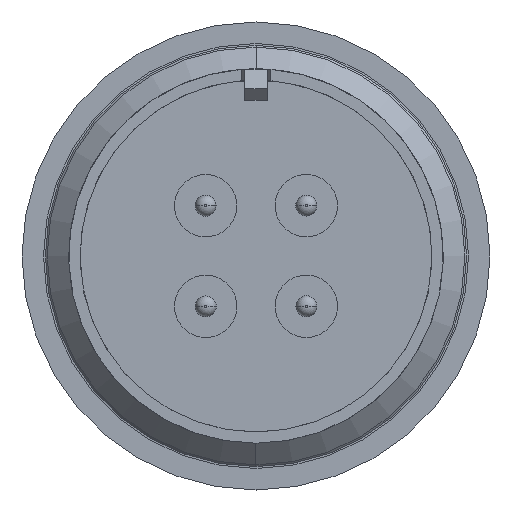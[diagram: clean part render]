
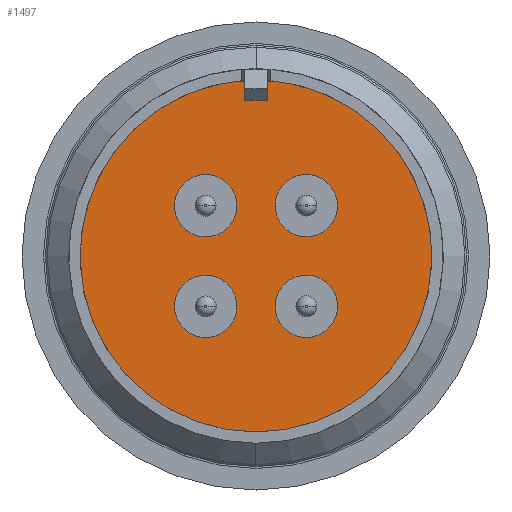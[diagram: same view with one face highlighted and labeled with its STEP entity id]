
A CAD part, front view. The second image highlights one B-rep face of the part: STEP entity #1497.
In plain terms, the highlighted planar face has unit normal (0, -1, 0).
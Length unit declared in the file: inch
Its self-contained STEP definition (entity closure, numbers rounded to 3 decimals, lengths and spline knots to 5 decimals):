
#122 = FACE_BOUND ( 'NONE', #2579, .T. ) ;
#124 = FACE_BOUND ( 'NONE', #2683, .T. ) ;
#127 = FACE_OUTER_BOUND ( 'NONE', #2729, .T. ) ;
#128 = FACE_BOUND ( 'NONE', #2403, .T. ) ;
#155 = FACE_BOUND ( 'NONE', #2477, .T. ) ;
#219 = CIRCLE ( 'NONE', #664, 0.08325 ) ;
#359 = CIRCLE ( 'NONE', #681, 0.08325 ) ;
#368 = CIRCLE ( 'NONE', #671, 0.08325 ) ;
#407 = CIRCLE ( 'NONE', #661, 0.08325 ) ;
#494 = CIRCLE ( 'NONE', #4280, 0.08325 ) ;
#496 = CIRCLE ( 'NONE', #4278, 0.08325 ) ;
#500 = CIRCLE ( 'NONE', #4282, 0.08325 ) ;
#536 = CIRCLE ( 'NONE', #4288, 0.08325 ) ;
#553 = CIRCLE ( 'NONE', #4268, 0.48 ) ;
#611 = AXIS2_PLACEMENT_3D ( 'NONE', #3585, #3583, #3577 ) ;
#661 = AXIS2_PLACEMENT_3D ( 'NONE', #1223, #1222, #1221 ) ;
#664 = AXIS2_PLACEMENT_3D ( 'NONE', #1198, #1197, #1196 ) ;
#671 = AXIS2_PLACEMENT_3D ( 'NONE', #1147, #1146, #1145 ) ;
#681 = AXIS2_PLACEMENT_3D ( 'NONE', #1072, #1071, #1070 ) ;
#747 = EDGE_CURVE ( 'NONE', #4659, #4658, #553, .T. ) ;
#757 = EDGE_CURVE ( 'NONE', #2487, #2722, #496, .T. ) ;
#759 = EDGE_CURVE ( 'NONE', #2988, #2759, #494, .T. ) ;
#761 = EDGE_CURVE ( 'NONE', #2876, #2626, #500, .T. ) ;
#767 = EDGE_CURVE ( 'NONE', #2717, #2667, #536, .T. ) ;
#1070 = DIRECTION ( 'NONE',  ( -1., 0., 0. ) ) ;
#1071 = DIRECTION ( 'NONE',  ( 0., -1., 0. ) ) ;
#1072 = CARTESIAN_POINT ( 'NONE',  ( -0.13442, 0.39565, 0.13428 ) ) ;
#1145 = DIRECTION ( 'NONE',  ( -1., 0., 0. ) ) ;
#1146 = DIRECTION ( 'NONE',  ( 0., -1., 0. ) ) ;
#1147 = CARTESIAN_POINT ( 'NONE',  ( 0.13442, 0.39565, -0.13428 ) ) ;
#1196 = DIRECTION ( 'NONE',  ( -1., 0., 0. ) ) ;
#1197 = DIRECTION ( 'NONE',  ( 0., -1., 0. ) ) ;
#1198 = CARTESIAN_POINT ( 'NONE',  ( -0.13428, 0.39565, -0.13442 ) ) ;
#1221 = DIRECTION ( 'NONE',  ( -1., 0., 0. ) ) ;
#1222 = DIRECTION ( 'NONE',  ( 0., -1., 0. ) ) ;
#1223 = CARTESIAN_POINT ( 'NONE',  ( 0.13428, 0.39565, 0.13442 ) ) ;
#1234 = CARTESIAN_POINT ( 'NONE',  ( 0.21608, 0.39565, 0.11893 ) ) ;
#1252 = CARTESIAN_POINT ( 'NONE',  ( -0.05262, 0.39565, 0.11879 ) ) ;
#1318 = CARTESIAN_POINT ( 'NONE',  ( 0.05249, 0.39565, 0.14991 ) ) ;
#1334 = CARTESIAN_POINT ( 'NONE',  ( 0.21622, 0.39565, -0.14977 ) ) ;
#1339 = CARTESIAN_POINT ( 'NONE',  ( -0.21608, 0.39565, -0.11893 ) ) ;
#1435 = AXIS2_PLACEMENT_3D ( 'NONE', #3169, #3167, #3166 ) ;
#1497 = ADVANCED_FACE ( 'NONE', ( #127, #122, #124, #128, #155 ), #3580, .F. ) ;
#1737 = CARTESIAN_POINT ( 'NONE',  ( 0., 0.39565, -0.48 ) ) ;
#1790 = CARTESIAN_POINT ( 'NONE',  ( 0., 0.39565, 0.48 ) ) ;
#2011 = CIRCLE ( 'NONE', #1435, 0.48 ) ;
#2403 = EDGE_LOOP ( 'NONE', ( #2908, #3008 ) ) ;
#2477 = EDGE_LOOP ( 'NONE', ( #4502, #4394 ) ) ;
#2487 = VERTEX_POINT ( 'NONE', #3540 ) ;
#2579 = EDGE_LOOP ( 'NONE', ( #4871, #4542 ) ) ;
#2626 = VERTEX_POINT ( 'NONE', #3481 ) ;
#2667 = VERTEX_POINT ( 'NONE', #3474 ) ;
#2683 = EDGE_LOOP ( 'NONE', ( #4541, #4868 ) ) ;
#2717 = VERTEX_POINT ( 'NONE', #1334 ) ;
#2722 = VERTEX_POINT ( 'NONE', #1339 ) ;
#2729 = EDGE_LOOP ( 'NONE', ( #4771, #4809 ) ) ;
#2759 = VERTEX_POINT ( 'NONE', #1318 ) ;
#2876 = VERTEX_POINT ( 'NONE', #1252 ) ;
#2908 = ORIENTED_EDGE ( 'NONE', *, *, #3363, .F. ) ;
#2988 = VERTEX_POINT ( 'NONE', #1234 ) ;
#3008 = ORIENTED_EDGE ( 'NONE', *, *, #759, .F. ) ;
#3166 = DIRECTION ( 'NONE',  ( -1., 0., 0. ) ) ;
#3167 = DIRECTION ( 'NONE',  ( 0., -1., 0. ) ) ;
#3169 = CARTESIAN_POINT ( 'NONE',  ( 0., 0.39565, 0. ) ) ;
#3363 = EDGE_CURVE ( 'NONE', #2759, #2988, #407, .T. ) ;
#3368 = EDGE_CURVE ( 'NONE', #2722, #2487, #219, .T. ) ;
#3380 = EDGE_CURVE ( 'NONE', #2667, #2717, #368, .T. ) ;
#3399 = EDGE_CURVE ( 'NONE', #2626, #2876, #359, .T. ) ;
#3474 = CARTESIAN_POINT ( 'NONE',  ( 0.05262, 0.39565, -0.11879 ) ) ;
#3481 = CARTESIAN_POINT ( 'NONE',  ( -0.21622, 0.39565, 0.14977 ) ) ;
#3540 = CARTESIAN_POINT ( 'NONE',  ( -0.05249, 0.39565, -0.14991 ) ) ;
#3577 = DIRECTION ( 'NONE',  ( 0.707, 0., 0.707 ) ) ;
#3580 = PLANE ( 'NONE',  #611 ) ;
#3583 = DIRECTION ( 'NONE',  ( 0., 1., 0. ) ) ;
#3585 = CARTESIAN_POINT ( 'NONE',  ( 0., 0.39565, 0. ) ) ;
#3749 = DIRECTION ( 'NONE',  ( -1., 0., 0. ) ) ;
#3761 = CARTESIAN_POINT ( 'NONE',  ( -0.13442, 0.39565, 0.13428 ) ) ;
#3765 = DIRECTION ( 'NONE',  ( 0., -1., 0. ) ) ;
#3766 = DIRECTION ( 'NONE',  ( -1., 0., 0. ) ) ;
#3768 = DIRECTION ( 'NONE',  ( 0., -1., 0. ) ) ;
#3778 = DIRECTION ( 'NONE',  ( -1., 0., 0. ) ) ;
#3829 = CARTESIAN_POINT ( 'NONE',  ( 0.13442, 0.39565, -0.13428 ) ) ;
#3831 = DIRECTION ( 'NONE',  ( 0., -1., 0. ) ) ;
#3885 = CARTESIAN_POINT ( 'NONE',  ( 0.13428, 0.39565, 0.13442 ) ) ;
#3937 = DIRECTION ( 'NONE',  ( 0., -1., 0. ) ) ;
#3941 = DIRECTION ( 'NONE',  ( -1., 0., 0. ) ) ;
#3970 = CARTESIAN_POINT ( 'NONE',  ( -0.13428, 0.39565, -0.13442 ) ) ;
#3971 = DIRECTION ( 'NONE',  ( 0., -1., 0. ) ) ;
#4047 = DIRECTION ( 'NONE',  ( -1., 0., 0. ) ) ;
#4056 = CARTESIAN_POINT ( 'NONE',  ( 0., 0.39565, 0. ) ) ;
#4268 = AXIS2_PLACEMENT_3D ( 'NONE', #4056, #3937, #3941 ) ;
#4278 = AXIS2_PLACEMENT_3D ( 'NONE', #3970, #3971, #4047 ) ;
#4280 = AXIS2_PLACEMENT_3D ( 'NONE', #3885, #3768, #3778 ) ;
#4282 = AXIS2_PLACEMENT_3D ( 'NONE', #3761, #3765, #3766 ) ;
#4288 = AXIS2_PLACEMENT_3D ( 'NONE', #3829, #3831, #3749 ) ;
#4394 = ORIENTED_EDGE ( 'NONE', *, *, #757, .F. ) ;
#4502 = ORIENTED_EDGE ( 'NONE', *, *, #3368, .F. ) ;
#4541 = ORIENTED_EDGE ( 'NONE', *, *, #3399, .F. ) ;
#4542 = ORIENTED_EDGE ( 'NONE', *, *, #767, .F. ) ;
#4658 = VERTEX_POINT ( 'NONE', #1737 ) ;
#4659 = VERTEX_POINT ( 'NONE', #1790 ) ;
#4771 = ORIENTED_EDGE ( 'NONE', *, *, #747, .T. ) ;
#4809 = ORIENTED_EDGE ( 'NONE', *, *, #5093, .T. ) ;
#4868 = ORIENTED_EDGE ( 'NONE', *, *, #761, .F. ) ;
#4871 = ORIENTED_EDGE ( 'NONE', *, *, #3380, .F. ) ;
#5093 = EDGE_CURVE ( 'NONE', #4658, #4659, #2011, .T. ) ;
